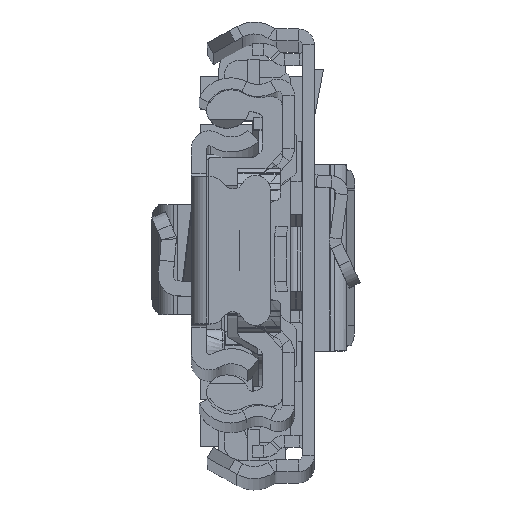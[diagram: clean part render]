
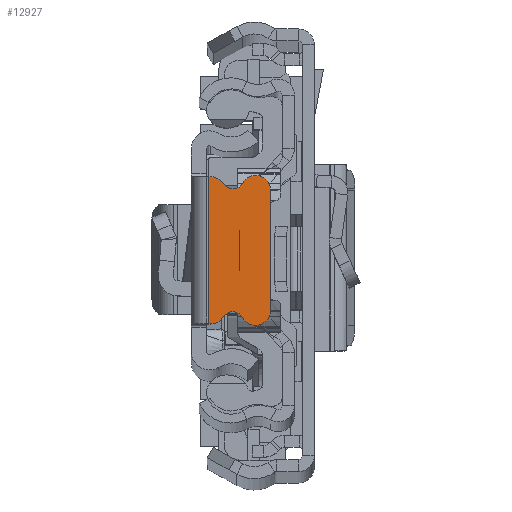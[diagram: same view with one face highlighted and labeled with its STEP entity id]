
A CAD part, top view. The second image highlights one B-rep face of the part: STEP entity #12927.
In plain terms, the highlighted planar face has unit normal (0, 0, 1).
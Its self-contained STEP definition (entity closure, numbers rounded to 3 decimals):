
#111 = DIRECTION ( 'NONE',  ( 1., 0., 0. ) ) ;
#159 = CIRCLE ( 'NONE', #14220, 1.5 ) ;
#619 = LINE ( 'NONE', #11360, #713 ) ;
#713 = VECTOR ( 'NONE', #22084, 1000. ) ;
#828 = ORIENTED_EDGE ( 'NONE', *, *, #12355, .F. ) ;
#837 = CARTESIAN_POINT ( 'NONE',  ( -5.109, -6.713, 0. ) ) ;
#1056 = PLANE ( 'NONE',  #1065 ) ;
#1065 = AXIS2_PLACEMENT_3D ( 'NONE', #32775, #6032, #32959 ) ;
#1319 = VECTOR ( 'NONE', #8939, 1000. ) ;
#1377 = CARTESIAN_POINT ( 'NONE',  ( -5.109, 6.713, 0. ) ) ;
#1863 = ORIENTED_EDGE ( 'NONE', *, *, #30199, .T. ) ;
#1931 = AXIS2_PLACEMENT_3D ( 'NONE', #12704, #12188, #23228 ) ;
#1933 = AXIS2_PLACEMENT_3D ( 'NONE', #27250, #29880, #111 ) ;
#2021 = CARTESIAN_POINT ( 'NONE',  ( -1.929, 5.87, 0. ) ) ;
#2339 = EDGE_CURVE ( 'NONE', #5758, #23929, #619, .T. ) ;
#3306 = EDGE_CURVE ( 'NONE', #19033, #19477, #20341, .T. ) ;
#4423 = DIRECTION ( 'NONE',  ( 0., 0., 1. ) ) ;
#5090 = EDGE_CURVE ( 'NONE', #5404, #10909, #31810, .T. ) ;
#5188 = VERTEX_POINT ( 'NONE', #1377 ) ;
#5404 = VERTEX_POINT ( 'NONE', #29889 ) ;
#5442 = DIRECTION ( 'NONE',  ( 0., -1., 0. ) ) ;
#5758 = VERTEX_POINT ( 'NONE', #28292 ) ;
#6032 = DIRECTION ( 'NONE',  ( 0., 0., 1. ) ) ;
#6869 = VERTEX_POINT ( 'NONE', #27112 ) ;
#7717 = CARTESIAN_POINT ( 'NONE',  ( -1.75, 0., 0. ) ) ;
#8631 = EDGE_CURVE ( 'NONE', #10909, #5188, #17392, .T. ) ;
#8939 = DIRECTION ( 'NONE',  ( -1., 0., 0. ) ) ;
#9367 = CIRCLE ( 'NONE', #34144, 1.5 ) ;
#9855 = EDGE_CURVE ( 'NONE', #5404, #6869, #33066, .T. ) ;
#10909 = VERTEX_POINT ( 'NONE', #16282 ) ;
#11288 = FACE_OUTER_BOUND ( 'NONE', #28524, .T. ) ;
#11360 = CARTESIAN_POINT ( 'NONE',  ( -7.929, -6., 0. ) ) ;
#12188 = DIRECTION ( 'NONE',  ( 0., 0., -1. ) ) ;
#12355 = EDGE_CURVE ( 'NONE', #6869, #19033, #15622, .T. ) ;
#12390 = AXIS2_PLACEMENT_3D ( 'NONE', #33552, #14515, #14850 ) ;
#12582 = DIRECTION ( 'NONE',  ( -1., 0., 0. ) ) ;
#12612 = ORIENTED_EDGE ( 'NONE', *, *, #8631, .T. ) ;
#12704 = CARTESIAN_POINT ( 'NONE',  ( -4.142, -7.236, 0. ) ) ;
#12786 = ORIENTED_EDGE ( 'NONE', *, *, #5090, .T. ) ;
#12927 = ADVANCED_FACE ( 'NONE', ( #11288 ), #1056, .T. ) ;
#14220 = AXIS2_PLACEMENT_3D ( 'NONE', #17779, #4423, #25871 ) ;
#14373 = DIRECTION ( 'NONE',  ( 1., 0., 0. ) ) ;
#14394 = DIRECTION ( 'NONE',  ( 1., 0., 0. ) ) ;
#14515 = DIRECTION ( 'NONE',  ( 0., 0., -1. ) ) ;
#14850 = DIRECTION ( 'NONE',  ( 1., 0., 0. ) ) ;
#15192 = CARTESIAN_POINT ( 'NONE',  ( -1.929, -7.37, 0. ) ) ;
#15622 = LINE ( 'NONE', #7717, #18310 ) ;
#16282 = CARTESIAN_POINT ( 'NONE',  ( -3.206, 6.658, 0. ) ) ;
#16845 = CARTESIAN_POINT ( 'NONE',  ( -1.929, 7.37, 0. ) ) ;
#17392 = CIRCLE ( 'NONE', #12390, 1.1 ) ;
#17779 = CARTESIAN_POINT ( 'NONE',  ( -6.429, 6., 0. ) ) ;
#17858 = DIRECTION ( 'NONE',  ( 0., 0., 1. ) ) ;
#18310 = VECTOR ( 'NONE', #5442, 1000. ) ;
#19033 = VERTEX_POINT ( 'NONE', #21626 ) ;
#19040 = ORIENTED_EDGE ( 'NONE', *, *, #23890, .T. ) ;
#19477 = VERTEX_POINT ( 'NONE', #15192 ) ;
#20341 = LINE ( 'NONE', #31106, #1319 ) ;
#21626 = CARTESIAN_POINT ( 'NONE',  ( -1.75, -7.37, 0. ) ) ;
#21900 = ORIENTED_EDGE ( 'NONE', *, *, #2339, .T. ) ;
#22084 = DIRECTION ( 'NONE',  ( 0., -1., 0. ) ) ;
#23228 = DIRECTION ( 'NONE',  ( -1., 0., 0. ) ) ;
#23890 = EDGE_CURVE ( 'NONE', #25473, #34602, #27257, .T. ) ;
#23929 = VERTEX_POINT ( 'NONE', #24094 ) ;
#24094 = CARTESIAN_POINT ( 'NONE',  ( -7.929, -6., 0. ) ) ;
#25411 = EDGE_CURVE ( 'NONE', #34602, #19477, #9367, .T. ) ;
#25473 = VERTEX_POINT ( 'NONE', #837 ) ;
#25535 = CIRCLE ( 'NONE', #1933, 1.5 ) ;
#25871 = DIRECTION ( 'NONE',  ( -1., 0., 0. ) ) ;
#26076 = ORIENTED_EDGE ( 'NONE', *, *, #9855, .F. ) ;
#26559 = VECTOR ( 'NONE', #14373, 1000. ) ;
#26813 = ORIENTED_EDGE ( 'NONE', *, *, #25411, .T. ) ;
#27112 = CARTESIAN_POINT ( 'NONE',  ( -1.75, 7.37, 0. ) ) ;
#27250 = CARTESIAN_POINT ( 'NONE',  ( -6.429, -6., 0. ) ) ;
#27257 = CIRCLE ( 'NONE', #1931, 1.1 ) ;
#27459 = DIRECTION ( 'NONE',  ( 0., 0., 1. ) ) ;
#28292 = CARTESIAN_POINT ( 'NONE',  ( -7.929, 6., 0. ) ) ;
#28524 = EDGE_LOOP ( 'NONE', ( #828, #26076, #12786, #12612, #30346, #21900, #1863, #19040, #26813, #34064 ) ) ;
#28648 = EDGE_CURVE ( 'NONE', #5188, #5758, #159, .T. ) ;
#29880 = DIRECTION ( 'NONE',  ( 0., 0., 1. ) ) ;
#29889 = CARTESIAN_POINT ( 'NONE',  ( -1.929, 7.37, 0. ) ) ;
#30199 = EDGE_CURVE ( 'NONE', #23929, #25473, #25535, .T. ) ;
#30346 = ORIENTED_EDGE ( 'NONE', *, *, #28648, .T. ) ;
#31106 = CARTESIAN_POINT ( 'NONE',  ( -1.929, -7.37, 0. ) ) ;
#31810 = CIRCLE ( 'NONE', #32953, 1.5 ) ;
#32566 = CARTESIAN_POINT ( 'NONE',  ( -1.929, -5.87, 0. ) ) ;
#32775 = CARTESIAN_POINT ( 'NONE',  ( 642.771, 0., 0. ) ) ;
#32953 = AXIS2_PLACEMENT_3D ( 'NONE', #2021, #17858, #12582 ) ;
#32959 = DIRECTION ( 'NONE',  ( 1., 0., 0. ) ) ;
#33066 = LINE ( 'NONE', #16845, #26559 ) ;
#33552 = CARTESIAN_POINT ( 'NONE',  ( -4.142, 7.236, 0. ) ) ;
#34064 = ORIENTED_EDGE ( 'NONE', *, *, #3306, .F. ) ;
#34144 = AXIS2_PLACEMENT_3D ( 'NONE', #32566, #27459, #14394 ) ;
#34523 = CARTESIAN_POINT ( 'NONE',  ( -3.206, -6.658, 0. ) ) ;
#34602 = VERTEX_POINT ( 'NONE', #34523 ) ;
